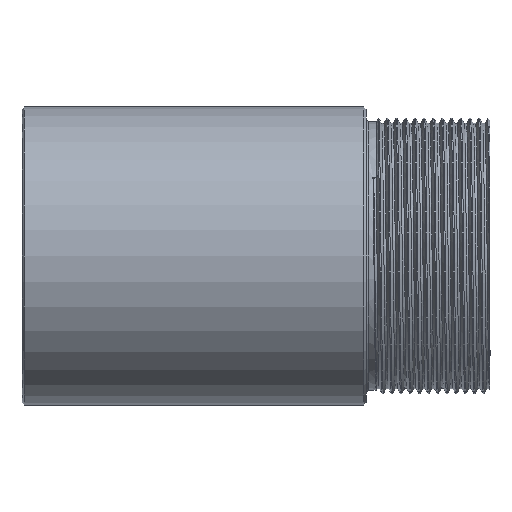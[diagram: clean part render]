
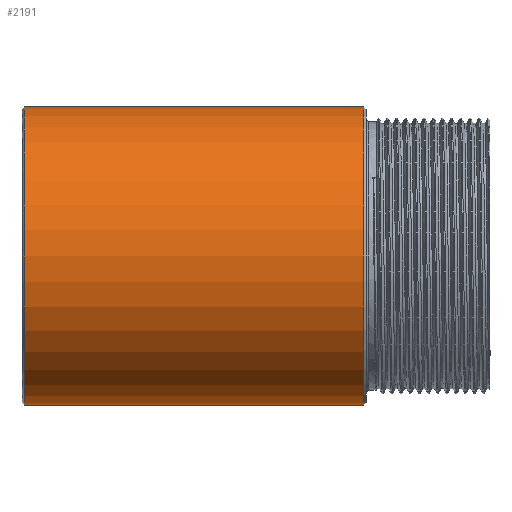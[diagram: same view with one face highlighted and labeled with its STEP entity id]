
A CAD part, front view. The second image highlights one B-rep face of the part: STEP entity #2191.
In plain terms, the highlighted cylindrical face has radius 32.5 mm (diameter 65 mm), a partial arc.
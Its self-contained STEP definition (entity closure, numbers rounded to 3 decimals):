
#383 = AXIS2_PLACEMENT_3D ( 'NONE', #2126, #825, #1261 ) ;
#446 = ORIENTED_EDGE ( 'NONE', *, *, #2424, .F. ) ;
#474 = ORIENTED_EDGE ( 'NONE', *, *, #4952, .T. ) ;
#573 = ORIENTED_EDGE ( 'NONE', *, *, #3756, .T. ) ;
#825 = DIRECTION ( 'NONE',  ( 1., 0., 0. ) ) ;
#859 = DIRECTION ( 'NONE',  ( -1., 0., 0. ) ) ;
#958 = DIRECTION ( 'NONE',  ( 0., 0., 1. ) ) ;
#1240 = CARTESIAN_POINT ( 'NONE',  ( 60.11, 0., 0. ) ) ;
#1261 = DIRECTION ( 'NONE',  ( 0., 0., -1. ) ) ;
#1313 = CYLINDRICAL_SURFACE ( 'NONE', #4675, 32.5 ) ;
#1818 = CARTESIAN_POINT ( 'NONE',  ( 60.11, 0., 32.5 ) ) ;
#1847 = CARTESIAN_POINT ( 'NONE',  ( -38.305, 0., 32.5 ) ) ;
#2126 = CARTESIAN_POINT ( 'NONE',  ( -13.89, 0., 0. ) ) ;
#2191 = ADVANCED_FACE ( 'NONE', ( #3897 ), #1313, .T. ) ;
#2424 = EDGE_CURVE ( 'NONE', #4052, #2956, #5194, .T. ) ;
#2516 = DIRECTION ( 'NONE',  ( 0., 0., 1. ) ) ;
#2933 = EDGE_LOOP ( 'NONE', ( #446, #474, #4604, #573 ) ) ;
#2956 = VERTEX_POINT ( 'NONE', #5292 ) ;
#3229 = CIRCLE ( 'NONE', #383, 32.5 ) ;
#3277 = VECTOR ( 'NONE', #4758, 1000. ) ;
#3443 = EDGE_CURVE ( 'NONE', #5001, #5299, #4738, .T. ) ;
#3502 = CARTESIAN_POINT ( 'NONE',  ( -38.305, 0., -32.5 ) ) ;
#3756 = EDGE_CURVE ( 'NONE', #5299, #2956, #3229, .T. ) ;
#3846 = DIRECTION ( 'NONE',  ( -1., 0., 0. ) ) ;
#3860 = VECTOR ( 'NONE', #4907, 1000. ) ;
#3897 = FACE_OUTER_BOUND ( 'NONE', #2933, .T. ) ;
#3910 = AXIS2_PLACEMENT_3D ( 'NONE', #1240, #859, #2516 ) ;
#3997 = CIRCLE ( 'NONE', #3910, 32.5 ) ;
#4052 = VERTEX_POINT ( 'NONE', #4935 ) ;
#4604 = ORIENTED_EDGE ( 'NONE', *, *, #3443, .T. ) ;
#4611 = CARTESIAN_POINT ( 'NONE',  ( -38.305, 0., 0. ) ) ;
#4675 = AXIS2_PLACEMENT_3D ( 'NONE', #4611, #3846, #958 ) ;
#4738 = LINE ( 'NONE', #1847, #3860 ) ;
#4758 = DIRECTION ( 'NONE',  ( -1., 0., 0. ) ) ;
#4907 = DIRECTION ( 'NONE',  ( -1., 0., 0. ) ) ;
#4935 = CARTESIAN_POINT ( 'NONE',  ( 60.11, 0., -32.5 ) ) ;
#4952 = EDGE_CURVE ( 'NONE', #4052, #5001, #3997, .T. ) ;
#5001 = VERTEX_POINT ( 'NONE', #1818 ) ;
#5168 = CARTESIAN_POINT ( 'NONE',  ( -13.89, 0., 32.5 ) ) ;
#5194 = LINE ( 'NONE', #3502, #3277 ) ;
#5292 = CARTESIAN_POINT ( 'NONE',  ( -13.89, 0., -32.5 ) ) ;
#5299 = VERTEX_POINT ( 'NONE', #5168 ) ;
